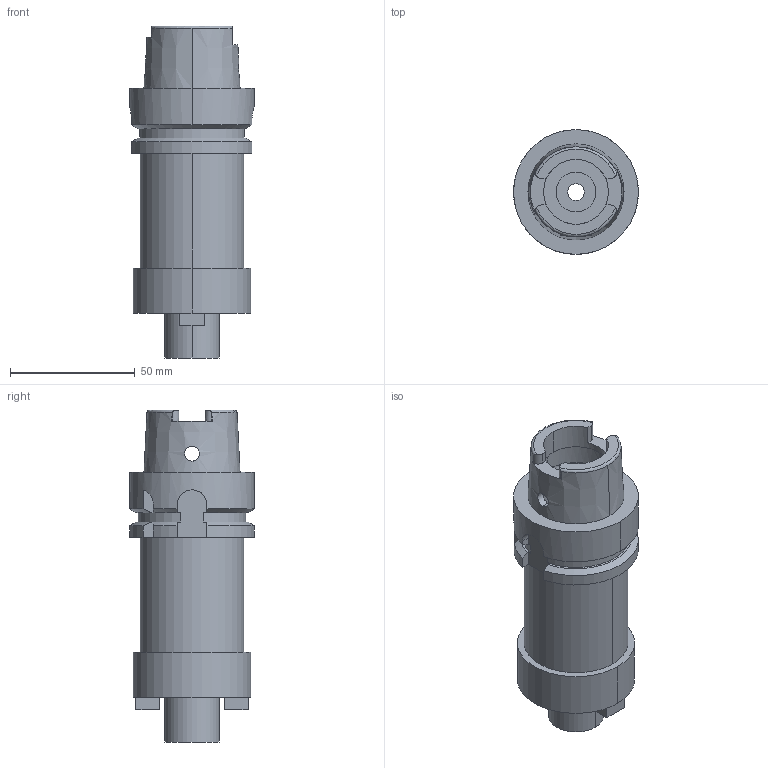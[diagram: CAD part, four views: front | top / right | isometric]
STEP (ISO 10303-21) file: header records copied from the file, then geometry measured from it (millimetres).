
FILE_DESCRIPTION((''),'2;1');
FILE_NAME('HSK-A50-FMH22-47-90','2018-03-02T',('ykawabe'),(''),'CREO PARAMETRIC BY PTC INC, 2016380','CREO PARAMETRIC BY PTC INC, 2016380','');
FILE_SCHEMA(('AUTOMOTIVE_DESIGN { 1 0 10303 214 1 1 1 1 }'));
Length unit declared in the file: millimetre
Products named in the file (1): HSK-A50-FMH22-47-90
Bounding box: 50 x 50 x 133 mm (x, y, z)
Volume: 146705.1 mm3; surface area: 28170 mm2
Topology: 1 solids, 1 shells, 107 faces, 295 edges, 197 vertices
Faces by surface type: plane 50, cylinder 43, cone 10, torus 4
Entity records: 4678 total; most frequent: CARTESIAN_POINT 882, DIRECTION 590, ORIENTED_EDGE 590, PRESENTATION_STYLE_ASSIGNMENT 300, STYLED_ITEM 300, CURVE_STYLE 299, EDGE_CURVE 295, AXIS2_PLACEMENT_3D 223
